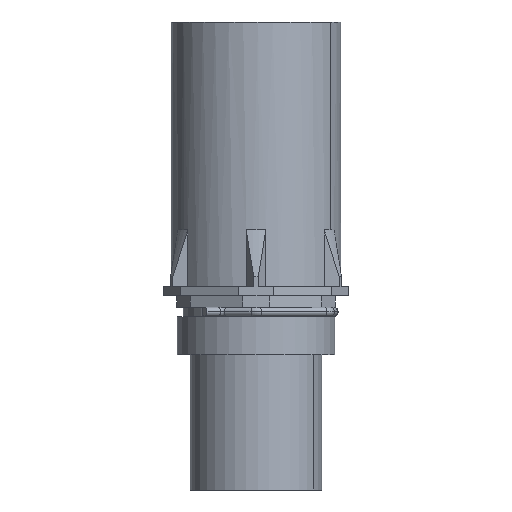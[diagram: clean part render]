
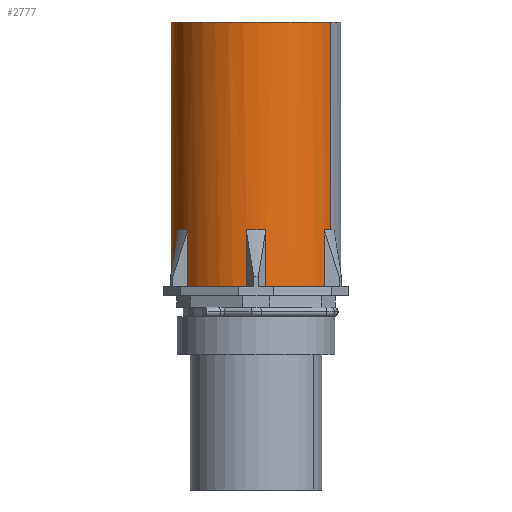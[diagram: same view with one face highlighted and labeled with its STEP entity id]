
A CAD part, front view. The second image highlights one B-rep face of the part: STEP entity #2777.
In plain terms, the highlighted cylindrical face has radius 18.75 mm (diameter 37.5 mm), a partial arc.
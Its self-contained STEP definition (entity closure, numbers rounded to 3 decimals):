
#75=AXIS2_PLACEMENT_3D('Circle Axis2P3D',#73,#74,$) ;
#129=AXIS2_PLACEMENT_3D('Circle Axis2P3D',#127,#128,$) ;
#395=AXIS2_PLACEMENT_3D('Circle Axis2P3D',#393,#394,$) ;
#442=AXIS2_PLACEMENT_3D('Circle Axis2P3D',#440,#441,$) ;
#2639=AXIS2_PLACEMENT_3D('Circle Axis2P3D',#2637,#2638,$) ;
#2683=AXIS2_PLACEMENT_3D('Circle Axis2P3D',#2681,#2682,$) ;
#2695=AXIS2_PLACEMENT_3D('Circle Axis2P3D',#2693,#2694,$) ;
#2714=AXIS2_PLACEMENT_3D('Circle Axis2P3D',#2712,#2713,$) ;
#2728=AXIS2_PLACEMENT_3D('Cylinder Axis2P3D',#2725,#2726,#2727) ;
#42=CARTESIAN_POINT('Vertex',(3.29,28.942,44.9)) ;
#70=CARTESIAN_POINT('Vertex',(3.29,14.058,44.9)) ;
#73=CARTESIAN_POINT('Axis2P3D Location',(20.5,21.5,44.9)) ;
#122=CARTESIAN_POINT('Vertex',(18.34,2.875,44.9)) ;
#127=CARTESIAN_POINT('Axis2P3D Location',(20.5,21.5,44.9)) ;
#131=CARTESIAN_POINT('Vertex',(5.45,10.317,44.9)) ;
#388=CARTESIAN_POINT('Vertex',(35.55,10.317,44.9)) ;
#393=CARTESIAN_POINT('Axis2P3D Location',(20.5,21.5,44.9)) ;
#397=CARTESIAN_POINT('Vertex',(22.66,2.875,44.9)) ;
#440=CARTESIAN_POINT('Axis2P3D Location',(20.5,21.5,103.3)) ;
#444=CARTESIAN_POINT('Vertex',(36.955,12.511,103.3)) ;
#446=CARTESIAN_POINT('Vertex',(4.045,30.489,103.3)) ;
#2275=CARTESIAN_POINT('Line Origine',(3.29,28.942,51.15)) ;
#2279=CARTESIAN_POINT('Vertex',(3.29,28.942,57.4)) ;
#2410=CARTESIAN_POINT('Line Origine',(35.55,10.317,51.15)) ;
#2414=CARTESIAN_POINT('Vertex',(35.55,10.317,57.4)) ;
#2437=CARTESIAN_POINT('Line Origine',(22.66,2.875,51.15)) ;
#2441=CARTESIAN_POINT('Vertex',(22.66,2.875,57.4)) ;
#2464=CARTESIAN_POINT('Line Origine',(18.34,2.875,51.15)) ;
#2468=CARTESIAN_POINT('Vertex',(18.34,2.875,57.4)) ;
#2552=CARTESIAN_POINT('Line Origine',(5.45,10.317,51.15)) ;
#2556=CARTESIAN_POINT('Vertex',(5.45,10.317,57.4)) ;
#2610=CARTESIAN_POINT('Line Origine',(3.29,14.058,51.15)) ;
#2614=CARTESIAN_POINT('Vertex',(3.29,14.058,57.4)) ;
#2637=CARTESIAN_POINT('Axis2P3D Location',(20.5,21.5,57.4)) ;
#2641=CARTESIAN_POINT('Vertex',(4.045,30.489,57.4)) ;
#2681=CARTESIAN_POINT('Axis2P3D Location',(20.5,21.5,57.4)) ;
#2693=CARTESIAN_POINT('Axis2P3D Location',(20.5,21.5,57.4)) ;
#2709=CARTESIAN_POINT('Vertex',(36.955,12.511,57.4)) ;
#2712=CARTESIAN_POINT('Axis2P3D Location',(20.5,21.5,57.4)) ;
#2725=CARTESIAN_POINT('Axis2P3D Location',(20.5,21.5,51.65)) ;
#2730=CARTESIAN_POINT('Line Origine',(4.045,30.489,73.1)) ;
#2735=CARTESIAN_POINT('Line Origine',(36.955,12.511,73.1)) ;
#74=DIRECTION('Axis2P3D Direction',(0.,-0.,-1.)) ;
#128=DIRECTION('Axis2P3D Direction',(0.,-0.,-1.)) ;
#394=DIRECTION('Axis2P3D Direction',(0.,-0.,-1.)) ;
#441=DIRECTION('Axis2P3D Direction',(0.,-0.,-1.)) ;
#2276=DIRECTION('Vector Direction',(0.,0.,1.)) ;
#2411=DIRECTION('Vector Direction',(0.,0.,1.)) ;
#2438=DIRECTION('Vector Direction',(0.,0.,1.)) ;
#2465=DIRECTION('Vector Direction',(0.,0.,1.)) ;
#2553=DIRECTION('Vector Direction',(0.,0.,1.)) ;
#2611=DIRECTION('Vector Direction',(0.,0.,1.)) ;
#2638=DIRECTION('Axis2P3D Direction',(0.,0.,-1.)) ;
#2682=DIRECTION('Axis2P3D Direction',(0.,0.,-1.)) ;
#2694=DIRECTION('Axis2P3D Direction',(0.,0.,-1.)) ;
#2713=DIRECTION('Axis2P3D Direction',(0.,0.,-1.)) ;
#2726=DIRECTION('Axis2P3D Direction',(0.,-0.,-1.)) ;
#2727=DIRECTION('Axis2P3D XDirection',(0.878,-0.479,0.)) ;
#2731=DIRECTION('Vector Direction',(0.,0.,-1.)) ;
#2736=DIRECTION('Vector Direction',(0.,0.,-1.)) ;
#2277=VECTOR('Line Direction',#2276,1.) ;
#2412=VECTOR('Line Direction',#2411,1.) ;
#2439=VECTOR('Line Direction',#2438,1.) ;
#2466=VECTOR('Line Direction',#2465,1.) ;
#2554=VECTOR('Line Direction',#2553,1.) ;
#2612=VECTOR('Line Direction',#2611,1.) ;
#2732=VECTOR('Line Direction',#2731,1.) ;
#2737=VECTOR('Line Direction',#2736,1.) ;
#2760=ORIENTED_EDGE('',*,*,#2685,.T.) ;
#2761=ORIENTED_EDGE('',*,*,#2558,.F.) ;
#2762=ORIENTED_EDGE('',*,*,#133,.F.) ;
#2763=ORIENTED_EDGE('',*,*,#2470,.T.) ;
#2764=ORIENTED_EDGE('',*,*,#2697,.T.) ;
#2765=ORIENTED_EDGE('',*,*,#2443,.F.) ;
#2766=ORIENTED_EDGE('',*,*,#399,.F.) ;
#2767=ORIENTED_EDGE('',*,*,#2416,.T.) ;
#2768=ORIENTED_EDGE('',*,*,#2716,.T.) ;
#2769=ORIENTED_EDGE('',*,*,#2739,.T.) ;
#2770=ORIENTED_EDGE('',*,*,#448,.T.) ;
#2771=ORIENTED_EDGE('',*,*,#2734,.F.) ;
#2772=ORIENTED_EDGE('',*,*,#2643,.T.) ;
#2773=ORIENTED_EDGE('',*,*,#2281,.F.) ;
#2774=ORIENTED_EDGE('',*,*,#77,.F.) ;
#2775=ORIENTED_EDGE('',*,*,#2616,.T.) ;
#2777=ADVANCED_FACE('Hauptk\X2\00F6\X0\rper',(#2776),#2729,.T.) ;
#76=CIRCLE('generated circle',#75,18.75) ;
#130=CIRCLE('generated circle',#129,18.75) ;
#396=CIRCLE('generated circle',#395,18.75) ;
#443=CIRCLE('generated circle',#442,18.75) ;
#2640=CIRCLE('generated circle',#2639,18.75) ;
#2684=CIRCLE('generated circle',#2683,18.75) ;
#2696=CIRCLE('generated circle',#2695,18.75) ;
#2715=CIRCLE('generated circle',#2714,18.75) ;
#2729=CYLINDRICAL_SURFACE('generated cylinder',#2728,18.75) ;
#77=EDGE_CURVE('',#71,#43,#76,.T.) ;
#133=EDGE_CURVE('',#123,#132,#130,.T.) ;
#399=EDGE_CURVE('',#389,#398,#396,.T.) ;
#448=EDGE_CURVE('',#445,#447,#443,.T.) ;
#2281=EDGE_CURVE('',#43,#2280,#2278,.T.) ;
#2416=EDGE_CURVE('',#389,#2415,#2413,.T.) ;
#2443=EDGE_CURVE('',#398,#2442,#2440,.T.) ;
#2470=EDGE_CURVE('',#123,#2469,#2467,.T.) ;
#2558=EDGE_CURVE('',#132,#2557,#2555,.T.) ;
#2616=EDGE_CURVE('',#71,#2615,#2613,.T.) ;
#2643=EDGE_CURVE('',#2642,#2280,#2640,.F.) ;
#2685=EDGE_CURVE('',#2615,#2557,#2684,.F.) ;
#2697=EDGE_CURVE('',#2469,#2442,#2696,.F.) ;
#2716=EDGE_CURVE('',#2415,#2710,#2715,.F.) ;
#2734=EDGE_CURVE('',#2642,#447,#2733,.F.) ;
#2739=EDGE_CURVE('',#2710,#445,#2738,.F.) ;
#2759=EDGE_LOOP('',(#2760,#2761,#2762,#2763,#2764,#2765,#2766,#2767,#2768,#2769,#2770,#2771,#2772,#2773,#2774,#2775)) ;
#2776=FACE_OUTER_BOUND('',#2759,.T.) ;
#2278=LINE('Line',#2275,#2277) ;
#2413=LINE('Line',#2410,#2412) ;
#2440=LINE('Line',#2437,#2439) ;
#2467=LINE('Line',#2464,#2466) ;
#2555=LINE('Line',#2552,#2554) ;
#2613=LINE('Line',#2610,#2612) ;
#2733=LINE('Line',#2730,#2732) ;
#2738=LINE('Line',#2735,#2737) ;
#43=VERTEX_POINT('',#42) ;
#71=VERTEX_POINT('',#70) ;
#123=VERTEX_POINT('',#122) ;
#132=VERTEX_POINT('',#131) ;
#389=VERTEX_POINT('',#388) ;
#398=VERTEX_POINT('',#397) ;
#445=VERTEX_POINT('',#444) ;
#447=VERTEX_POINT('',#446) ;
#2280=VERTEX_POINT('',#2279) ;
#2415=VERTEX_POINT('',#2414) ;
#2442=VERTEX_POINT('',#2441) ;
#2469=VERTEX_POINT('',#2468) ;
#2557=VERTEX_POINT('',#2556) ;
#2615=VERTEX_POINT('',#2614) ;
#2642=VERTEX_POINT('',#2641) ;
#2710=VERTEX_POINT('',#2709) ;
